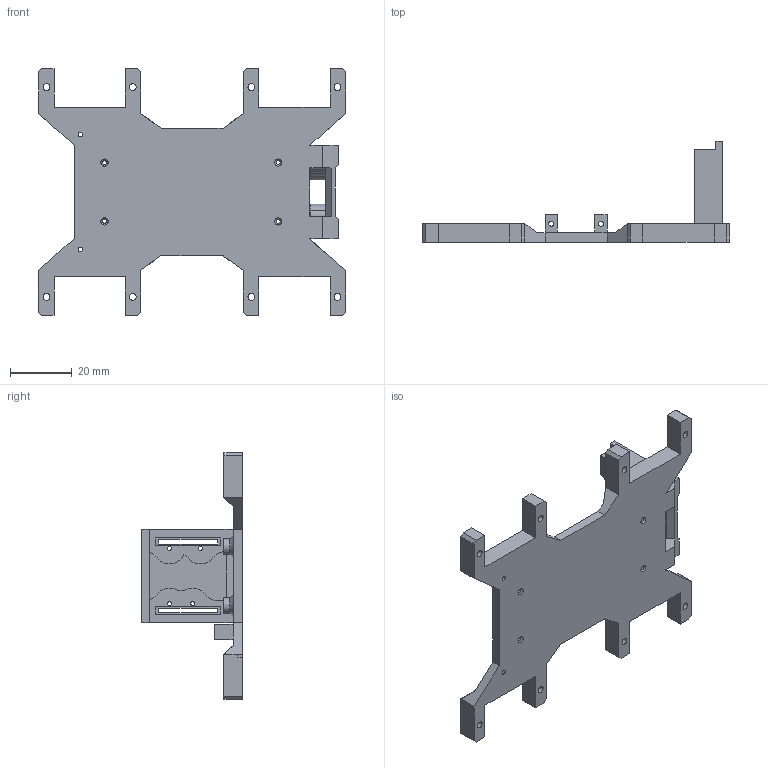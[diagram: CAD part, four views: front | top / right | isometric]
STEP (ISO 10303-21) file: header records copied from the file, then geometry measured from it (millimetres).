
FILE_DESCRIPTION(/* description */ ('STEP AP242','CAx-IF Rec.Pracs.---Representation and Presentation of Product Manufacturing Information (PMI)---4.0---2014-10-13','CAx-IF Rec.Pracs.---3D Tessellated Geometry---0.4---2014-09-14','2;1'),/* implementation_level */ '2;1');
FILE_NAME(/* name */ '66315423710c892aec35b885',/* time_stamp */ '2024-04-30T20:27:16Z',/* author */ (''),/* organization */ (''),/* preprocessor_version */ 'ST-DEVELOPER v20',/* originating_system */ ' ',/* authorisation */ ' ');
FILE_SCHEMA (('AP242_MANAGED_MODEL_BASED_3D_ENGINEERING_MIM_LF { 1 0 10303 442 1 1 4 }'));
Length unit declared in the file: metre
Products named in the file (1): Base
Bounding box: 99.11 x 32.51 x 79.67 mm (x, y, z)
Volume: 21627 mm3; surface area: 16675.7 mm2
Topology: 1 solids, 1 shells, 179 faces, 529 edges, 350 vertices
Faces by surface type: plane 131, cylinder 36, cone 12
Full cylindrical faces by diameter (mm): 1.3 x8, 1.5 x4, 1.6 x2, 2.2 x8, 5 x4
Entity records: 5663 total; most frequent: CARTESIAN_POINT 977, ORIENTED_EDGE 938, DIRECTION 919, EDGE_CURVE 469, LINE 379, VECTOR 379, VERTEX_POINT 328, AXIS2_PLACEMENT_3D 270
